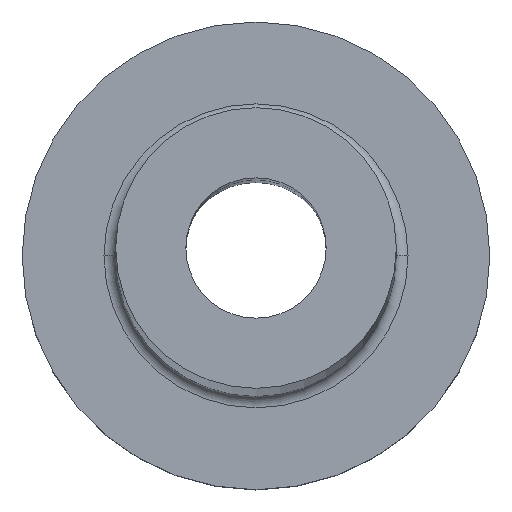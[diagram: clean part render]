
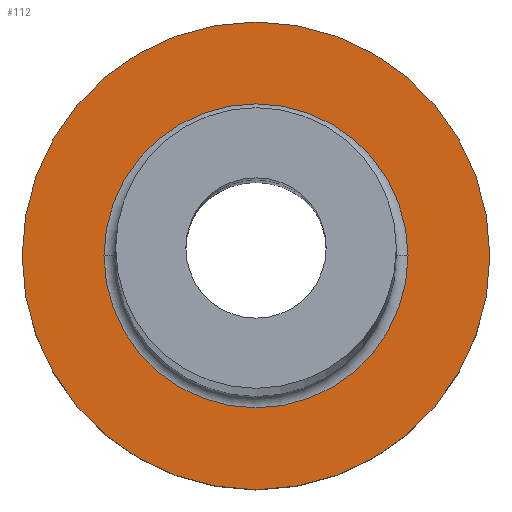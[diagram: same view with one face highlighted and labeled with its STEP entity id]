
A CAD part, top view. The second image highlights one B-rep face of the part: STEP entity #112.
In plain terms, the highlighted planar face has unit normal (0, 0, 1).
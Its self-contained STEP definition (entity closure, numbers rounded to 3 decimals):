
#12 = AXIS2_PLACEMENT_3D ( 'NONE', #168, #141, #275 ) ;
#17 = CARTESIAN_POINT ( 'NONE',  ( -10., 0., 7. ) ) ;
#18 = PLANE ( 'NONE',  #160 ) ;
#39 = CARTESIAN_POINT ( 'NONE',  ( 0., 0., 7. ) ) ;
#42 = CIRCLE ( 'NONE', #12, 6.5 ) ;
#45 = DIRECTION ( 'NONE',  ( 1., 0., 0. ) ) ;
#47 = ORIENTED_EDGE ( 'NONE', *, *, #405, .T. ) ;
#65 = CIRCLE ( 'NONE', #440, 6.5 ) ;
#79 = AXIS2_PLACEMENT_3D ( 'NONE', #268, #263, #99 ) ;
#91 = VERTEX_POINT ( 'NONE', #17 ) ;
#97 = VERTEX_POINT ( 'NONE', #441 ) ;
#99 = DIRECTION ( 'NONE',  ( 1., 0., 0. ) ) ;
#101 = CIRCLE ( 'NONE', #273, 10. ) ;
#104 = ORIENTED_EDGE ( 'NONE', *, *, #195, .T. ) ;
#106 = DIRECTION ( 'NONE',  ( 0., 0., 1. ) ) ;
#111 = EDGE_LOOP ( 'NONE', ( #299, #47 ) ) ;
#112 = ADVANCED_FACE ( 'NONE', ( #200, #290 ), #18, .T. ) ;
#118 = CARTESIAN_POINT ( 'NONE',  ( 0., 0., 7. ) ) ;
#135 = ORIENTED_EDGE ( 'NONE', *, *, #343, .T. ) ;
#140 = CARTESIAN_POINT ( 'NONE',  ( 6.5, 0., 7. ) ) ;
#141 = DIRECTION ( 'NONE',  ( 0., 0., -1. ) ) ;
#142 = CARTESIAN_POINT ( 'NONE',  ( -6.5, 0., 7. ) ) ;
#160 = AXIS2_PLACEMENT_3D ( 'NONE', #39, #215, #45 ) ;
#168 = CARTESIAN_POINT ( 'NONE',  ( 0., 0., 7. ) ) ;
#194 = VERTEX_POINT ( 'NONE', #140 ) ;
#195 = EDGE_CURVE ( 'NONE', #194, #371, #65, .T. ) ;
#200 = FACE_BOUND ( 'NONE', #406, .T. ) ;
#215 = DIRECTION ( 'NONE',  ( 0., 0., 1. ) ) ;
#263 = DIRECTION ( 'NONE',  ( 0., 0., 1. ) ) ;
#268 = CARTESIAN_POINT ( 'NONE',  ( 0., 0., 7. ) ) ;
#273 = AXIS2_PLACEMENT_3D ( 'NONE', #118, #106, #385 ) ;
#275 = DIRECTION ( 'NONE',  ( 1., 0., 0. ) ) ;
#290 = FACE_OUTER_BOUND ( 'NONE', #111, .T. ) ;
#299 = ORIENTED_EDGE ( 'NONE', *, *, #324, .T. ) ;
#307 = DIRECTION ( 'NONE',  ( 0., 0., -1. ) ) ;
#324 = EDGE_CURVE ( 'NONE', #91, #97, #359, .T. ) ;
#343 = EDGE_CURVE ( 'NONE', #371, #194, #42, .T. ) ;
#346 = CARTESIAN_POINT ( 'NONE',  ( 0., 0., 7. ) ) ;
#359 = CIRCLE ( 'NONE', #79, 10. ) ;
#371 = VERTEX_POINT ( 'NONE', #142 ) ;
#372 = DIRECTION ( 'NONE',  ( 1., 0., 0. ) ) ;
#385 = DIRECTION ( 'NONE',  ( 1., 0., 0. ) ) ;
#405 = EDGE_CURVE ( 'NONE', #97, #91, #101, .T. ) ;
#406 = EDGE_LOOP ( 'NONE', ( #104, #135 ) ) ;
#440 = AXIS2_PLACEMENT_3D ( 'NONE', #346, #307, #372 ) ;
#441 = CARTESIAN_POINT ( 'NONE',  ( 10., 0., 7. ) ) ;
